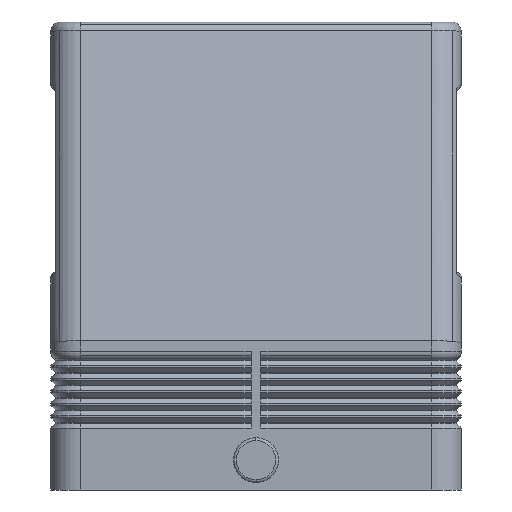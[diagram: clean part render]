
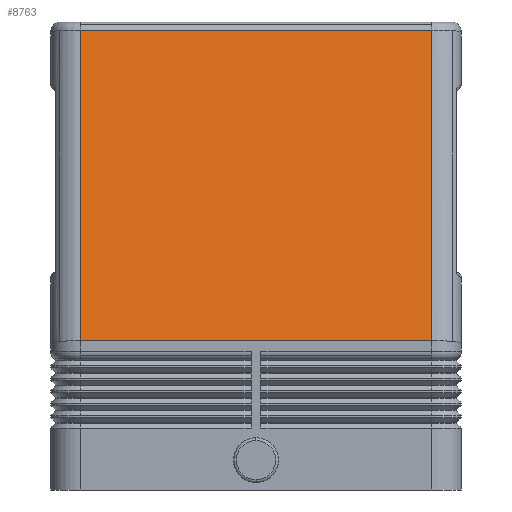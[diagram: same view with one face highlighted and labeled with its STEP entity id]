
A CAD part, left-side view. The second image highlights one B-rep face of the part: STEP entity #8763.
In plain terms, the highlighted planar face has unit normal (-0.985, 0, 0.173).
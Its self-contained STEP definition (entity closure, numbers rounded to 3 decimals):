
#543=CARTESIAN_POINT('',(-35.791,35.25,92.346));
#544=VERTEX_POINT('',#543);
#552=CARTESIAN_POINT('',(-35.791,-35.25,92.346));
#553=VERTEX_POINT('',#552);
#554=CARTESIAN_POINT('',(-35.791,35.25,92.346));
#555=DIRECTION('',(0.0,-1.0,0.0));
#556=VECTOR('',#555,70.5);
#557=LINE('',#554,#556);
#558=EDGE_CURVE('',#544,#553,#557,.T.);
#6161=CARTESIAN_POINT('',(-46.75,35.25,30.0));
#6162=VERTEX_POINT('',#6161);
#6170=CARTESIAN_POINT('',(-46.75,35.25,30.0));
#6171=DIRECTION('',(0.173,0.,0.985));
#6172=VECTOR('',#6171,63.302);
#6173=LINE('',#6170,#6172);
#6174=EDGE_CURVE('',#6162,#544,#6173,.T.);
#6681=CARTESIAN_POINT('',(-46.75,-35.25,30.0));
#6682=VERTEX_POINT('',#6681);
#6683=CARTESIAN_POINT('',(-35.791,-35.25,92.346));
#6684=DIRECTION('',(-0.173,0.0,-0.985));
#6685=VECTOR('',#6684,63.302);
#6686=LINE('',#6683,#6685);
#6687=EDGE_CURVE('',#553,#6682,#6686,.T.);
#7659=CARTESIAN_POINT('',(-46.75,-35.25,30.0));
#7660=DIRECTION('',(0.0,1.0,0.0));
#7661=VECTOR('',#7660,70.5);
#7662=LINE('',#7659,#7661);
#7663=EDGE_CURVE('',#6682,#6162,#7662,.T.);
#8752=CARTESIAN_POINT('',(-35.5,0.0,94.));
#8753=DIRECTION('',(-0.985,0.0,0.173));
#8754=DIRECTION('',(0.173,0.0,0.985));
#8755=AXIS2_PLACEMENT_3D('',#8752,#8753,#8754);
#8756=PLANE('',#8755);
#8757=ORIENTED_EDGE('',*,*,#6174,.F.);
#8758=ORIENTED_EDGE('',*,*,#7663,.F.);
#8759=ORIENTED_EDGE('',*,*,#6687,.F.);
#8760=ORIENTED_EDGE('',*,*,#558,.F.);
#8761=EDGE_LOOP('',(#8757,#8758,#8759,#8760));
#8762=FACE_OUTER_BOUND('',#8761,.T.);
#8763=ADVANCED_FACE('',(#8762),#8756,.T.);
